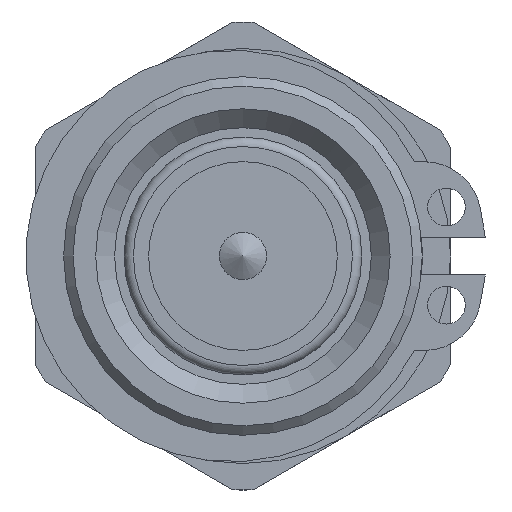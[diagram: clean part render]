
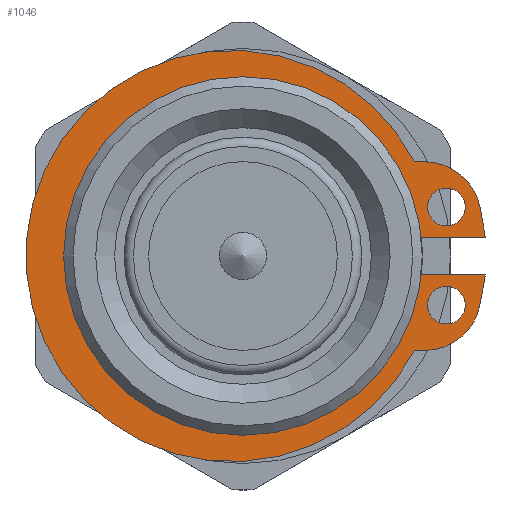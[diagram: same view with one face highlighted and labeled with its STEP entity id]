
A CAD part, left-side view. The second image highlights one B-rep face of the part: STEP entity #1046.
In plain terms, the highlighted planar face has unit normal (-1, 0, 0).
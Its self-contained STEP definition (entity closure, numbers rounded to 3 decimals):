
#52=LINE('',#1645,#118);
#55=LINE('',#1654,#121);
#59=LINE('',#1666,#125);
#61=LINE('',#1670,#127);
#64=LINE('',#1677,#130);
#68=LINE('',#1683,#134);
#118=VECTOR('',#1323,10.);
#121=VECTOR('',#1332,10.);
#125=VECTOR('',#1346,10.);
#127=VECTOR('',#1350,10.);
#130=VECTOR('',#1355,10.);
#134=VECTOR('',#1361,10.);
#259=FACE_BOUND('',#358,.T.);
#260=FACE_BOUND('',#359,.T.);
#288=FACE_OUTER_BOUND('',#357,.T.);
#357=EDGE_LOOP('',(#797,#798,#799,#800,#801,#802,#803,#804,#805,#806));
#358=EDGE_LOOP('',(#807));
#359=EDGE_LOOP('',(#808));
#425=CIRCLE('',#1142,3.);
#426=CIRCLE('',#1145,3.);
#427=CIRCLE('',#1148,1.);
#428=CIRCLE('',#1150,1.);
#429=CIRCLE('',#1156,10.9);
#430=CIRCLE('',#1158,9.);
#497=VERTEX_POINT('',#1637);
#498=VERTEX_POINT('',#1638);
#499=VERTEX_POINT('',#1643);
#500=VERTEX_POINT('',#1647);
#501=VERTEX_POINT('',#1648);
#502=VERTEX_POINT('',#1653);
#503=VERTEX_POINT('',#1657);
#504=VERTEX_POINT('',#1661);
#505=VERTEX_POINT('',#1665);
#506=VERTEX_POINT('',#1669);
#508=VERTEX_POINT('',#1675);
#509=VERTEX_POINT('',#1676);
#592=EDGE_CURVE('',#497,#498,#425,.T.);
#596=EDGE_CURVE('',#499,#497,#52,.T.);
#597=EDGE_CURVE('',#500,#501,#426,.T.);
#600=EDGE_CURVE('',#501,#502,#55,.T.);
#602=EDGE_CURVE('',#503,#503,#427,.T.);
#604=EDGE_CURVE('',#504,#504,#428,.T.);
#606=EDGE_CURVE('',#498,#505,#59,.T.);
#608=EDGE_CURVE('',#505,#506,#61,.T.);
#611=EDGE_CURVE('',#508,#509,#64,.T.);
#615=EDGE_CURVE('',#509,#500,#68,.T.);
#616=EDGE_CURVE('',#502,#499,#429,.T.);
#617=EDGE_CURVE('',#506,#508,#430,.T.);
#797=ORIENTED_EDGE('',*,*,#592,.F.);
#798=ORIENTED_EDGE('',*,*,#596,.F.);
#799=ORIENTED_EDGE('',*,*,#616,.F.);
#800=ORIENTED_EDGE('',*,*,#600,.F.);
#801=ORIENTED_EDGE('',*,*,#597,.F.);
#802=ORIENTED_EDGE('',*,*,#615,.F.);
#803=ORIENTED_EDGE('',*,*,#611,.F.);
#804=ORIENTED_EDGE('',*,*,#617,.F.);
#805=ORIENTED_EDGE('',*,*,#608,.F.);
#806=ORIENTED_EDGE('',*,*,#606,.F.);
#807=ORIENTED_EDGE('',*,*,#602,.T.);
#808=ORIENTED_EDGE('',*,*,#604,.T.);
#1005=PLANE('',#1157);
#1046=ADVANCED_FACE('',(#288,#259,#260),#1005,.T.);
#1142=AXIS2_PLACEMENT_3D('',#1639,#1316,#1317);
#1145=AXIS2_PLACEMENT_3D('',#1649,#1326,#1327);
#1148=AXIS2_PLACEMENT_3D('',#1658,#1336,#1337);
#1150=AXIS2_PLACEMENT_3D('',#1662,#1341,#1342);
#1156=AXIS2_PLACEMENT_3D('',#1685,#1364,#1365);
#1157=AXIS2_PLACEMENT_3D('',#1686,#1366,#1367);
#1158=AXIS2_PLACEMENT_3D('',#1687,#1368,#1369);
#1316=DIRECTION('center_axis',(1.,0.,0.));
#1317=DIRECTION('ref_axis',(0.,-0.643,0.766));
#1323=DIRECTION('',(0.,-1.,0.));
#1326=DIRECTION('center_axis',(1.,0.,0.));
#1327=DIRECTION('ref_axis',(0.,-0.642,-0.766));
#1332=DIRECTION('',(0.,1.,0.));
#1336=DIRECTION('center_axis',(1.,0.,0.));
#1337=DIRECTION('ref_axis',(0.,0.,
1.));
#1341=DIRECTION('center_axis',(1.,0.,0.));
#1342=DIRECTION('ref_axis',(0.,0.,
1.));
#1346=DIRECTION('',(0.,-0.173,-0.985));
#1350=DIRECTION('',(0.,1.,0.));
#1355=DIRECTION('',(0.,-1.,0.));
#1361=DIRECTION('',(0.,0.174,-0.985));
#1364=DIRECTION('center_axis',(1.,0.,0.));
#1365=DIRECTION('ref_axis',(0.,-0.889,0.458));
#1366=DIRECTION('center_axis',(-1.,0.,0.));
#1367=DIRECTION('ref_axis',(0.,0.,
1.));
#1368=DIRECTION('center_axis',(-1.,0.,0.));
#1369=DIRECTION('ref_axis',(0.,1.,0.));
#1637=CARTESIAN_POINT('',(5.3,-9.624,4.995));
#1638=CARTESIAN_POINT('',(5.3,-12.577,2.515));
#1639=CARTESIAN_POINT('Origin',(5.3,-9.623,1.995));
#1643=CARTESIAN_POINT('',(5.3,-9.088,4.996));
#1645=CARTESIAN_POINT('',(5.3,-12.141,4.994));
#1647=CARTESIAN_POINT('',(5.3,-12.575,-2.527));
#1648=CARTESIAN_POINT('',(5.3,-9.619,-5.005));
#1649=CARTESIAN_POINT('Origin',(5.3,-9.621,-2.005));
#1653=CARTESIAN_POINT('',(5.3,-9.083,-5.004));
#1654=CARTESIAN_POINT('',(5.3,-9.083,-5.004));
#1657=CARTESIAN_POINT('',(5.3,-10.781,1.595));
#1658=CARTESIAN_POINT('Origin',(5.3,-10.781,2.595));
#1661=CARTESIAN_POINT('',(5.3,-10.778,-3.605));
#1662=CARTESIAN_POINT('Origin',(5.3,-10.779,-2.605));
#1665=CARTESIAN_POINT('',(5.3,-12.845,0.994));
#1666=CARTESIAN_POINT('',(5.3,-12.845,0.994));
#1669=CARTESIAN_POINT('',(5.3,-8.945,0.996));
#1670=CARTESIAN_POINT('',(5.3,-8.945,0.996));
#1675=CARTESIAN_POINT('',(5.3,-8.944,-1.004));
#1676=CARTESIAN_POINT('',(5.3,-12.844,-1.006));
#1677=CARTESIAN_POINT('',(5.3,-12.844,-1.006));
#1683=CARTESIAN_POINT('',(5.3,-12.136,-5.006));
#1685=CARTESIAN_POINT('Origin',(5.3,0.6,0.));
#1686=CARTESIAN_POINT('Origin',(5.3,-1.48,-0.001));
#1687=CARTESIAN_POINT('Origin',(5.3,0.,0.));
